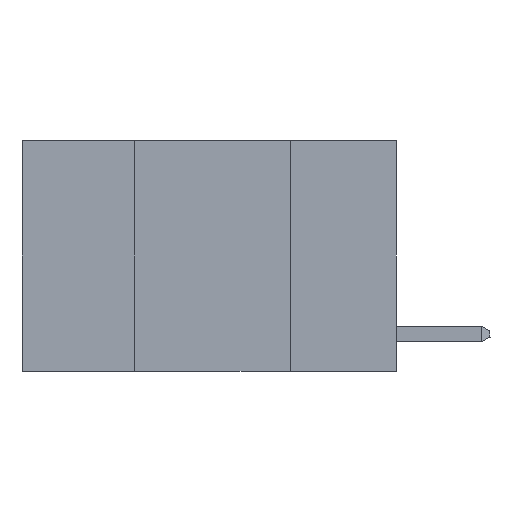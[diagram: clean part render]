
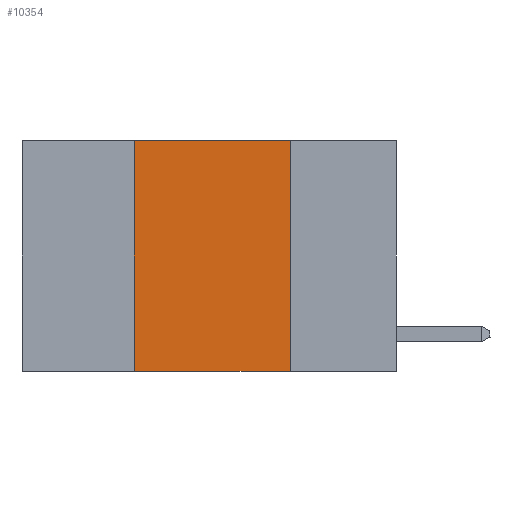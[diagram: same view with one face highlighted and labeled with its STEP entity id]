
A CAD part, left-side view. The second image highlights one B-rep face of the part: STEP entity #10354.
In plain terms, the highlighted planar face has unit normal (-1, 0, 0).
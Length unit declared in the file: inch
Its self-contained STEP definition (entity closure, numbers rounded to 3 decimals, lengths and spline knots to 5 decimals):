
#102 = EDGE_CURVE ( 'NONE', #772, #10902, #6041, .T. ) ;
#290 = VERTEX_POINT ( 'NONE', #7349 ) ;
#772 = VERTEX_POINT ( 'NONE', #3630 ) ;
#872 = CARTESIAN_POINT ( 'NONE',  ( 0., 0.6, 0. ) ) ;
#1013 = FACE_OUTER_BOUND ( 'NONE', #8289, .T. ) ;
#1287 = CARTESIAN_POINT ( 'NONE',  ( 0., 0.17, -0.37 ) ) ;
#1439 = ORIENTED_EDGE ( 'NONE', *, *, #9785, .T. ) ;
#1512 = DIRECTION ( 'NONE',  ( 0., 0., 1. ) ) ;
#1796 = LINE ( 'NONE', #872, #8792 ) ;
#1910 = LINE ( 'NONE', #4390, #8645 ) ;
#2018 = AXIS2_PLACEMENT_3D ( 'NONE', #5626, #4763, #8296 ) ;
#2131 = EDGE_CURVE ( 'NONE', #7811, #772, #1796, .T. ) ;
#3277 = CARTESIAN_POINT ( 'NONE',  ( 0., 0.42, 0. ) ) ;
#3311 = EDGE_CURVE ( 'NONE', #290, #7811, #4652, .T. ) ;
#3630 = CARTESIAN_POINT ( 'NONE',  ( 0., 0.17, 0. ) ) ;
#4390 = CARTESIAN_POINT ( 'NONE',  ( 0., 0.6, -0.37 ) ) ;
#4652 = LINE ( 'NONE', #3277, #7808 ) ;
#4763 = DIRECTION ( 'NONE',  ( 1., 0., 0. ) ) ;
#5193 = DIRECTION ( 'NONE',  ( 0., -1., 0. ) ) ;
#5581 = CARTESIAN_POINT ( 'NONE',  ( 0., 0.42, 0. ) ) ;
#5626 = CARTESIAN_POINT ( 'NONE',  ( 0., 0.6, 0. ) ) ;
#6041 = LINE ( 'NONE', #7713, #6338 ) ;
#6338 = VECTOR ( 'NONE', #8707, 39.37008 ) ;
#6958 = ORIENTED_EDGE ( 'NONE', *, *, #3311, .F. ) ;
#7214 = DIRECTION ( 'NONE',  ( 0., -1., 0. ) ) ;
#7349 = CARTESIAN_POINT ( 'NONE',  ( 0., 0.42, -0.37 ) ) ;
#7713 = CARTESIAN_POINT ( 'NONE',  ( 0., 0.17, 0. ) ) ;
#7808 = VECTOR ( 'NONE', #1512, 39.37008 ) ;
#7811 = VERTEX_POINT ( 'NONE', #5581 ) ;
#8289 = EDGE_LOOP ( 'NONE', ( #9685, #10476, #6958, #1439 ) ) ;
#8296 = DIRECTION ( 'NONE',  ( 0., 0., -1. ) ) ;
#8645 = VECTOR ( 'NONE', #7214, 39.37008 ) ;
#8707 = DIRECTION ( 'NONE',  ( 0., 0., -1. ) ) ;
#8792 = VECTOR ( 'NONE', #5193, 39.37008 ) ;
#9685 = ORIENTED_EDGE ( 'NONE', *, *, #102, .F. ) ;
#9785 = EDGE_CURVE ( 'NONE', #290, #10902, #1910, .T. ) ;
#9861 = PLANE ( 'NONE',  #2018 ) ;
#10354 = ADVANCED_FACE ( 'NONE', ( #1013 ), #9861, .F. ) ;
#10476 = ORIENTED_EDGE ( 'NONE', *, *, #2131, .F. ) ;
#10902 = VERTEX_POINT ( 'NONE', #1287 ) ;
